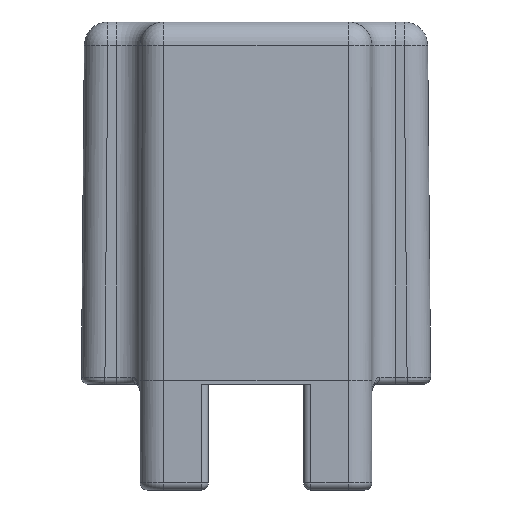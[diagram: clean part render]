
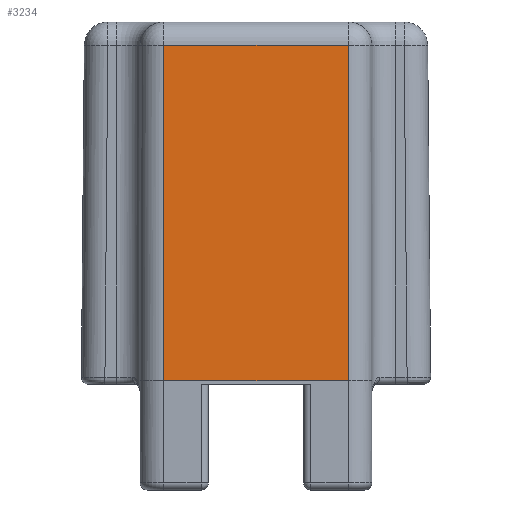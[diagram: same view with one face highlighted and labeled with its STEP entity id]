
A CAD part, front view. The second image highlights one B-rep face of the part: STEP entity #3234.
In plain terms, the highlighted planar face has unit normal (0, -1, 0.009).
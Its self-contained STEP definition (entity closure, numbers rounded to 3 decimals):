
#48 = ORIENTED_EDGE ( 'NONE', *, *, #508, .T. ) ;
#208 = DIRECTION ( 'NONE',  ( -1., 0., 0. ) ) ;
#259 = CARTESIAN_POINT ( 'NONE',  ( -3.93, -6.275, 14.269 ) ) ;
#271 = DIRECTION ( 'NONE',  ( 0., 0.009, 1. ) ) ;
#275 = VECTOR ( 'NONE', #271, 1000. ) ;
#332 = VECTOR ( 'NONE', #3004, 1000. ) ;
#411 = LINE ( 'NONE', #4041, #616 ) ;
#508 = EDGE_CURVE ( 'NONE', #2889, #3821, #2137, .T. ) ;
#602 = DIRECTION ( 'NONE',  ( 0., -0.009, -1. ) ) ;
#616 = VECTOR ( 'NONE', #208, 1000. ) ;
#679 = ORIENTED_EDGE ( 'NONE', *, *, #2466, .T. ) ;
#869 = DIRECTION ( 'NONE',  ( 0., -0.009, -1. ) ) ;
#936 = LINE ( 'NONE', #2677, #332 ) ;
#945 = EDGE_CURVE ( 'NONE', #3151, #2889, #936, .T. ) ;
#985 = CARTESIAN_POINT ( 'NONE',  ( 3.93, -6.275, 14.269 ) ) ;
#1045 = EDGE_CURVE ( 'NONE', #2541, #3151, #1552, .T. ) ;
#1154 = PLANE ( 'NONE',  #1914 ) ;
#1271 = CARTESIAN_POINT ( 'NONE',  ( -3.93, -6.4, 0. ) ) ;
#1347 = FACE_OUTER_BOUND ( 'NONE', #1861, .T. ) ;
#1552 = LINE ( 'NONE', #1271, #2430 ) ;
#1855 = ORIENTED_EDGE ( 'NONE', *, *, #945, .T. ) ;
#1861 = EDGE_LOOP ( 'NONE', ( #1855, #48, #679, #2159 ) ) ;
#1914 = AXIS2_PLACEMENT_3D ( 'NONE', #2439, #2139, #869 ) ;
#2137 = LINE ( 'NONE', #4131, #275 ) ;
#2139 = DIRECTION ( 'NONE',  ( 0., -1., 0.009 ) ) ;
#2159 = ORIENTED_EDGE ( 'NONE', *, *, #1045, .T. ) ;
#2291 = CARTESIAN_POINT ( 'NONE',  ( 3.93, -6.4, 0. ) ) ;
#2430 = VECTOR ( 'NONE', #602, 1000. ) ;
#2439 = CARTESIAN_POINT ( 'NONE',  ( -7.43, -6.4, 0. ) ) ;
#2466 = EDGE_CURVE ( 'NONE', #3821, #2541, #411, .T. ) ;
#2541 = VERTEX_POINT ( 'NONE', #259 ) ;
#2677 = CARTESIAN_POINT ( 'NONE',  ( -7.43, -6.4, 0. ) ) ;
#2889 = VERTEX_POINT ( 'NONE', #2291 ) ;
#3004 = DIRECTION ( 'NONE',  ( 1., 0., 0. ) ) ;
#3151 = VERTEX_POINT ( 'NONE', #3493 ) ;
#3234 = ADVANCED_FACE ( 'NONE', ( #1347 ), #1154, .T. ) ;
#3493 = CARTESIAN_POINT ( 'NONE',  ( -3.93, -6.4, 0. ) ) ;
#3821 = VERTEX_POINT ( 'NONE', #985 ) ;
#4041 = CARTESIAN_POINT ( 'NONE',  ( -4.93, -6.275, 14.269 ) ) ;
#4131 = CARTESIAN_POINT ( 'NONE',  ( 3.93, -6.4, 0. ) ) ;
